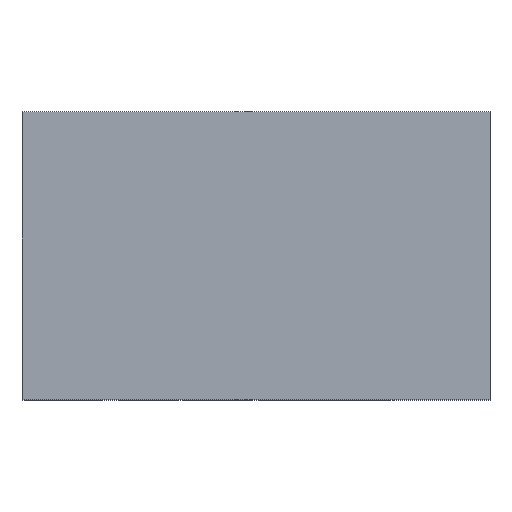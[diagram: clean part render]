
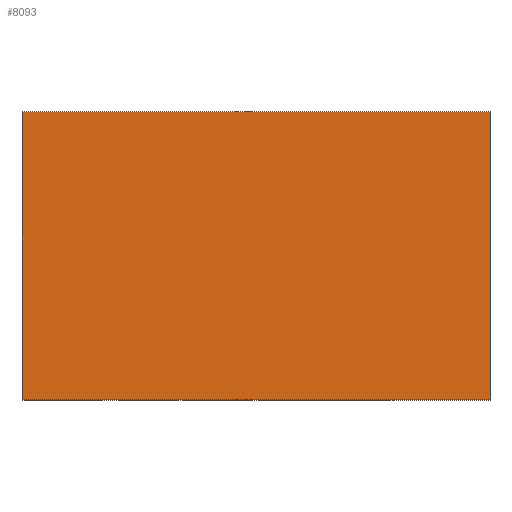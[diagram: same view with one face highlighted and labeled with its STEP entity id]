
A CAD part, top view. The second image highlights one B-rep face of the part: STEP entity #8093.
In plain terms, the highlighted planar face has unit normal (0, 0, 1).
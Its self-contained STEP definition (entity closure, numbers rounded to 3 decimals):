
#776=FACE_OUTER_BOUND('',#1276,.T.);
#1276=EDGE_LOOP('',(#7218,#7219,#7220,#7221));
#1639=LINE('',#13317,#2597);
#2227=LINE('',#18156,#3185);
#2228=LINE('',#18157,#3186);
#2229=LINE('',#18158,#3187);
#2597=VECTOR('',#9071,1000.);
#3185=VECTOR('',#10107,1000.);
#3186=VECTOR('',#10108,1000.);
#3187=VECTOR('',#10109,1000.);
#3474=VERTEX_POINT('',#13294);
#3485=VERTEX_POINT('',#13315);
#3947=VERTEX_POINT('',#18154);
#3948=VERTEX_POINT('',#18155);
#4359=EDGE_CURVE('',#3485,#3474,#1639,.T.);
#5046=EDGE_CURVE('',#3947,#3948,#2227,.T.);
#5047=EDGE_CURVE('',#3474,#3948,#2228,.T.);
#5048=EDGE_CURVE('',#3485,#3947,#2229,.T.);
#7218=ORIENTED_EDGE('',*,*,#5046,.T.);
#7219=ORIENTED_EDGE('',*,*,#5047,.F.);
#7220=ORIENTED_EDGE('',*,*,#4359,.F.);
#7221=ORIENTED_EDGE('',*,*,#5048,.T.);
#7659=PLANE('',#8471);
#8093=ADVANCED_FACE('',(#776),#7659,.F.);
#8471=AXIS2_PLACEMENT_3D('',#18153,#10105,#10106);
#9071=DIRECTION('',(-1.,0.,0.));
#10105=DIRECTION('center_axis',(0.,0.,-1.));
#10106=DIRECTION('ref_axis',(-1.,0.,0.));
#10107=DIRECTION('',(-1.,0.,0.));
#10108=DIRECTION('',(0.,1.,0.));
#10109=DIRECTION('',(0.,1.,0.));
#13294=CARTESIAN_POINT('',(-6.5,-4.,14.));
#13315=CARTESIAN_POINT('',(6.5,-4.,14.));
#13317=CARTESIAN_POINT('',(6.5,-4.,14.));
#18153=CARTESIAN_POINT('Origin',(6.5,-4.,14.));
#18154=CARTESIAN_POINT('',(6.5,4.,14.));
#18155=CARTESIAN_POINT('',(-6.5,4.,14.));
#18156=CARTESIAN_POINT('',(6.5,4.,14.));
#18157=CARTESIAN_POINT('',(-6.5,-4.,14.));
#18158=CARTESIAN_POINT('',(6.5,-4.,14.));
